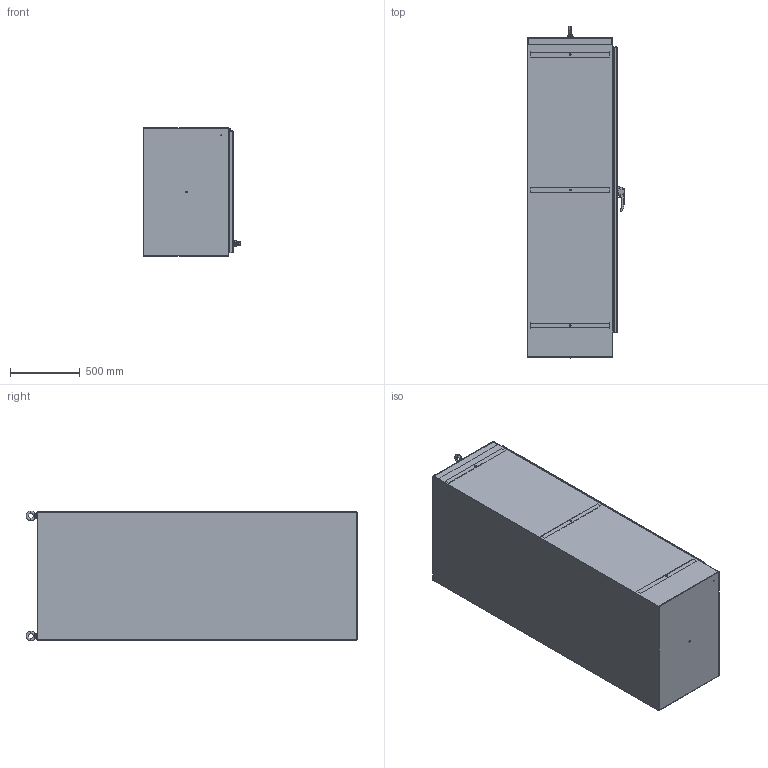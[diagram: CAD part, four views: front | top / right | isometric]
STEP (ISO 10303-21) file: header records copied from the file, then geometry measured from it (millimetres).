
FILE_DESCRIPTION (( 'STEP AP214' ), '1' );
FILE_NAME ('HN4FS903624S16.STEP', '2019-09-03T19:13:53', ( '' ), ( '' ), 'SwSTEP 2.0', 'SolidWorks 2018', '' );
FILE_SCHEMA (( 'AUTOMOTIVE_DESIGN' ));
Length unit declared in the file: inch
Products named in the file (1): HN4FS903624S16
Bounding box: 694.99 x 2374.63 x 929.74 mm (x, y, z)
Volume: 22958811.1 mm3; surface area: 19068982.7 mm2
Topology: 57 solids, 58 shells, 2060 faces, 5518 edges, 3580 vertices
Faces by surface type: cylinder 955, plane 940, cone 78, bspline 71, torus 16
Entity records: 103700 total; most frequent: CARTESIAN_POINT 24818, ORIENTED_EDGE 11004, DIRECTION 10987, EDGE_CURVE 5502, AXIS2_PLACEMENT_3D 3940, VERTEX_POINT 3580, VECTOR 3107, LINE 3107
